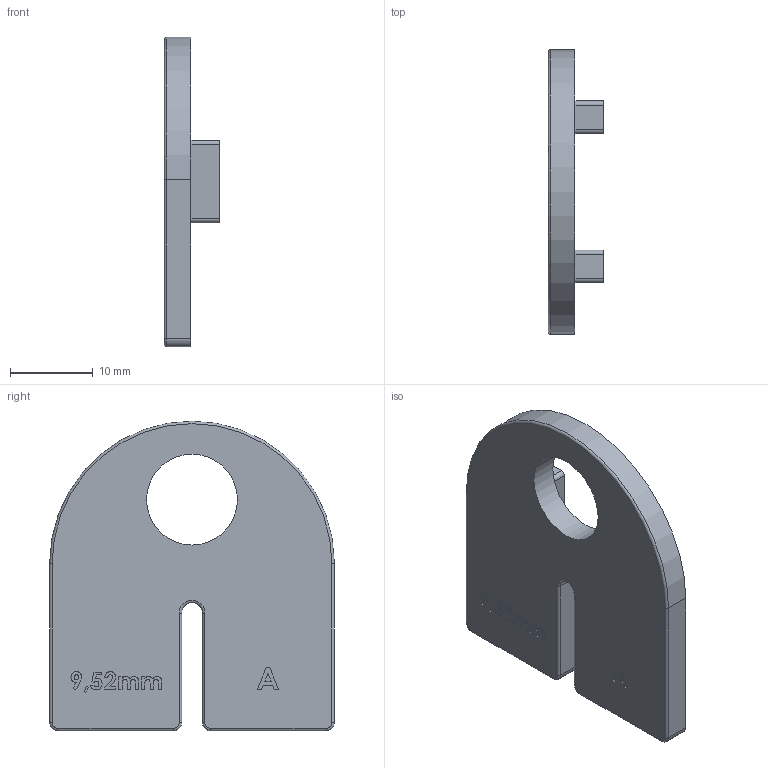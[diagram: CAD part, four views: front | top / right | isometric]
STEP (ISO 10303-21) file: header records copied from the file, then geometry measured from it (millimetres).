
FILE_DESCRIPTION (( 'STEP AP203' ), '1' );
FILE_NAME ('12095-GU.step', '2020-03-30T09:55:19', ( '' ), ( '' ), 'SwSTEP 2.0', 'SolidWorks 2015', '' );
FILE_SCHEMA (( 'CONFIG_CONTROL_DESIGN' ));
Length unit declared in the file: millimetre
Products named in the file (2): 12095-GU
Bounding box: 6.75 x 34.5 x 37.5 mm (x, y, z)
Volume: 3623 mm3; surface area: 2880.5 mm2
Topology: 1 solids, 1 shells, 476 faces, 1272 edges, 844 vertices
Faces by surface type: plane 256, bspline 193, cylinder 21, torus 6
Full cylindrical faces by diameter (mm): 11 x1
Entity records: 25208 total; most frequent: CARTESIAN_POINT 14450, ORIENTED_EDGE 2542, DIRECTION 1503, EDGE_CURVE 1271, VERTEX_POINT 844, LINE 837, VECTOR 837, EDGE_LOOP 525
